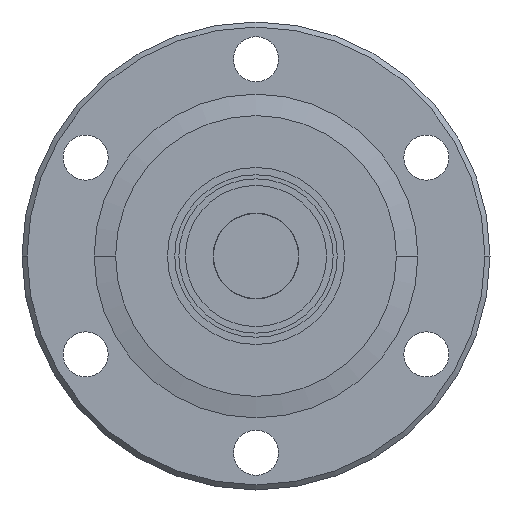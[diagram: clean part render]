
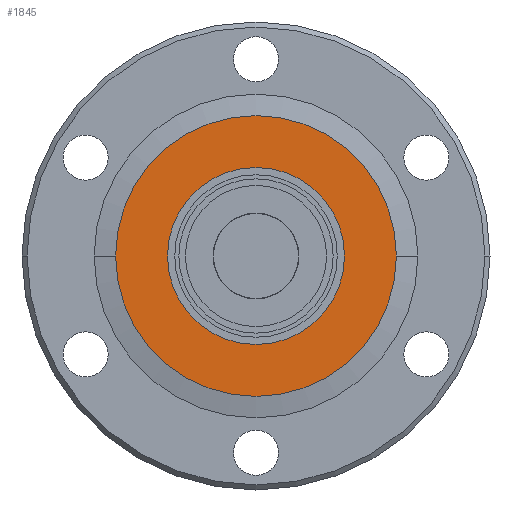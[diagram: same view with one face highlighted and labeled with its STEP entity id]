
A CAD part, front view. The second image highlights one B-rep face of the part: STEP entity #1845.
In plain terms, the highlighted planar face has unit normal (0, -1, 0).
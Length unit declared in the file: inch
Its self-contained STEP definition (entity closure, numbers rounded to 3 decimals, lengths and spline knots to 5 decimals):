
#420 = CIRCLE ( 'NONE', #1096, 0.825 ) ;
#515 = EDGE_LOOP ( 'NONE', ( #2277, #2274 ) ) ;
#517 = EDGE_LOOP ( 'NONE', ( #2268, #2276 ) ) ;
#602 = VERTEX_POINT ( 'NONE', #3652 ) ;
#607 = VERTEX_POINT ( 'NONE', #3646 ) ;
#674 = CARTESIAN_POINT ( 'NONE',  ( -0.825, 0.72412, 0. ) ) ;
#717 = CARTESIAN_POINT ( 'NONE',  ( 0.825, 0.72412, 0. ) ) ;
#831 = CARTESIAN_POINT ( 'NONE',  ( 0., 0.72412, 0.825 ) ) ;
#833 = PLANE ( 'NONE',  #919 ) ;
#835 = DIRECTION ( 'NONE',  ( 0., -1., 0. ) ) ;
#836 = DIRECTION ( 'NONE',  ( -1., 0., 0. ) ) ;
#919 = AXIS2_PLACEMENT_3D ( 'NONE', #831, #835, #836 ) ;
#1041 = EDGE_CURVE ( 'NONE', #2035, #1990, #420, .T. ) ;
#1096 = AXIS2_PLACEMENT_3D ( 'NONE', #3614, #3613, #3611 ) ;
#1124 = EDGE_CURVE ( 'NONE', #1990, #2035, #2755, .T. ) ;
#1125 = EDGE_CURVE ( 'NONE', #602, #607, #2754, .T. ) ;
#1437 = EDGE_CURVE ( 'NONE', #607, #602, #2677, .T. ) ;
#1765 = DIRECTION ( 'NONE',  ( -1., 0., 0. ) ) ;
#1769 = CARTESIAN_POINT ( 'NONE',  ( 0., 0.72412, 0. ) ) ;
#1771 = CARTESIAN_POINT ( 'NONE',  ( 0., 0.72412, 0. ) ) ;
#1778 = DIRECTION ( 'NONE',  ( 0., 1., 0. ) ) ;
#1779 = DIRECTION ( 'NONE',  ( 0., -1., 0. ) ) ;
#1784 = DIRECTION ( 'NONE',  ( -1., 0., 0. ) ) ;
#1845 = ADVANCED_FACE ( 'NONE', ( #3085, #3073 ), #833, .T. ) ;
#1990 = VERTEX_POINT ( 'NONE', #674 ) ;
#2035 = VERTEX_POINT ( 'NONE', #717 ) ;
#2268 = ORIENTED_EDGE ( 'NONE', *, *, #1124, .T. ) ;
#2274 = ORIENTED_EDGE ( 'NONE', *, *, #1437, .T. ) ;
#2276 = ORIENTED_EDGE ( 'NONE', *, *, #1041, .T. ) ;
#2277 = ORIENTED_EDGE ( 'NONE', *, *, #1125, .T. ) ;
#2475 = CARTESIAN_POINT ( 'NONE',  ( 0., 0.72412, 0. ) ) ;
#2476 = DIRECTION ( 'NONE',  ( 0., 1., 0. ) ) ;
#2477 = DIRECTION ( 'NONE',  ( -1., 0., 0. ) ) ;
#2595 = AXIS2_PLACEMENT_3D ( 'NONE', #1769, #1779, #1784 ) ;
#2596 = AXIS2_PLACEMENT_3D ( 'NONE', #1771, #1778, #1765 ) ;
#2633 = AXIS2_PLACEMENT_3D ( 'NONE', #2475, #2476, #2477 ) ;
#2677 = CIRCLE ( 'NONE', #2633, 0.52 ) ;
#2754 = CIRCLE ( 'NONE', #2596, 0.52 ) ;
#2755 = CIRCLE ( 'NONE', #2595, 0.825 ) ;
#3073 = FACE_BOUND ( 'NONE', #515, .T. ) ;
#3085 = FACE_OUTER_BOUND ( 'NONE', #517, .T. ) ;
#3611 = DIRECTION ( 'NONE',  ( -1., 0., 0. ) ) ;
#3613 = DIRECTION ( 'NONE',  ( 0., -1., 0. ) ) ;
#3614 = CARTESIAN_POINT ( 'NONE',  ( 0., 0.72412, 0. ) ) ;
#3646 = CARTESIAN_POINT ( 'NONE',  ( 0.52, 0.72412, 0. ) ) ;
#3652 = CARTESIAN_POINT ( 'NONE',  ( -0.52, 0.72412, 0. ) ) ;
